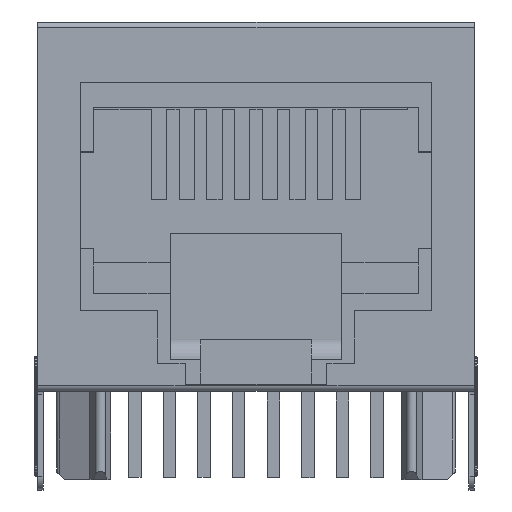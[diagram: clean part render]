
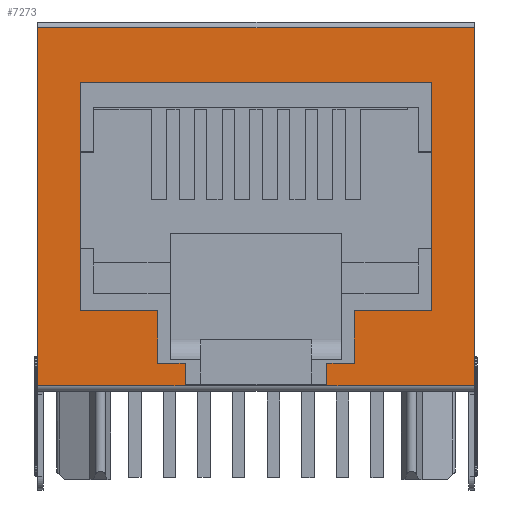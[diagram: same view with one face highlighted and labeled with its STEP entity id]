
A CAD part, top view. The second image highlights one B-rep face of the part: STEP entity #7273.
In plain terms, the highlighted planar face has unit normal (0, 0, 1).
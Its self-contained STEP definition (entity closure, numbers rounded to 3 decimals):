
#532=FACE_OUTER_BOUND('',#912,.T.);
#912=EDGE_LOOP('',(#6334,#6335,#6336,#6337,#6338,#6339,#6340,#6341,#6342,
#6343,#6344,#6345,#6346,#6347,#6348,#6349));
#1512=LINE('',#10831,#2414);
#1551=LINE('',#11069,#2453);
#1720=LINE('',#11566,#2622);
#1722=LINE('',#11570,#2624);
#1728=LINE('',#11582,#2630);
#1730=LINE('',#11586,#2632);
#1732=LINE('',#11590,#2634);
#1738=LINE('',#11602,#2640);
#1741=LINE('',#11609,#2643);
#1806=LINE('',#11946,#2708);
#1807=LINE('',#11947,#2709);
#1808=LINE('',#11949,#2710);
#1809=LINE('',#11950,#2711);
#1810=LINE('',#11952,#2712);
#1811=LINE('',#11953,#2713);
#1812=LINE('',#11954,#2714);
#2414=VECTOR('',#8727,1000.);
#2453=VECTOR('',#8786,1000.);
#2622=VECTOR('',#9117,1000.);
#2624=VECTOR('',#9121,1000.);
#2630=VECTOR('',#9129,1000.);
#2632=VECTOR('',#9133,1000.);
#2634=VECTOR('',#9137,1000.);
#2640=VECTOR('',#9145,1000.);
#2643=VECTOR('',#9152,1000.);
#2708=VECTOR('',#9417,1000.);
#2709=VECTOR('',#9418,1000.);
#2710=VECTOR('',#9419,1000.);
#2711=VECTOR('',#9420,1000.);
#2712=VECTOR('',#9421,1000.);
#2713=VECTOR('',#9422,1000.);
#2714=VECTOR('',#9423,1000.);
#3327=VERTEX_POINT('',#10828);
#3328=VERTEX_POINT('',#10830);
#3364=VERTEX_POINT('',#11066);
#3365=VERTEX_POINT('',#11068);
#3475=VERTEX_POINT('',#11563);
#3476=VERTEX_POINT('',#11565);
#3477=VERTEX_POINT('',#11569);
#3481=VERTEX_POINT('',#11579);
#3482=VERTEX_POINT('',#11581);
#3483=VERTEX_POINT('',#11585);
#3484=VERTEX_POINT('',#11589);
#3488=VERTEX_POINT('',#11599);
#3489=VERTEX_POINT('',#11601);
#3491=VERTEX_POINT('',#11606);
#3524=VERTEX_POINT('',#11948);
#3525=VERTEX_POINT('',#11951);
#4145=EDGE_CURVE('',#3328,#3327,#1512,.T.);
#4191=EDGE_CURVE('',#3364,#3365,#1551,.T.);
#4379=EDGE_CURVE('',#3476,#3475,#1720,.T.);
#4381=EDGE_CURVE('',#3477,#3476,#1722,.T.);
#4387=EDGE_CURVE('',#3482,#3481,#1728,.T.);
#4389=EDGE_CURVE('',#3483,#3482,#1730,.T.);
#4391=EDGE_CURVE('',#3484,#3483,#1732,.T.);
#4397=EDGE_CURVE('',#3489,#3488,#1738,.T.);
#4401=EDGE_CURVE('',#3491,#3489,#1741,.T.);
#4496=EDGE_CURVE('',#3364,#3328,#1806,.T.);
#4497=EDGE_CURVE('',#3327,#3491,#1807,.T.);
#4498=EDGE_CURVE('',#3488,#3524,#1808,.T.);
#4499=EDGE_CURVE('',#3524,#3484,#1809,.T.);
#4500=EDGE_CURVE('',#3481,#3525,#1810,.T.);
#4501=EDGE_CURVE('',#3525,#3477,#1811,.T.);
#4502=EDGE_CURVE('',#3475,#3365,#1812,.T.);
#6334=ORIENTED_EDGE('',*,*,#4191,.F.);
#6335=ORIENTED_EDGE('',*,*,#4496,.T.);
#6336=ORIENTED_EDGE('',*,*,#4145,.T.);
#6337=ORIENTED_EDGE('',*,*,#4497,.T.);
#6338=ORIENTED_EDGE('',*,*,#4401,.T.);
#6339=ORIENTED_EDGE('',*,*,#4397,.T.);
#6340=ORIENTED_EDGE('',*,*,#4498,.T.);
#6341=ORIENTED_EDGE('',*,*,#4499,.T.);
#6342=ORIENTED_EDGE('',*,*,#4391,.T.);
#6343=ORIENTED_EDGE('',*,*,#4389,.T.);
#6344=ORIENTED_EDGE('',*,*,#4387,.T.);
#6345=ORIENTED_EDGE('',*,*,#4500,.T.);
#6346=ORIENTED_EDGE('',*,*,#4501,.T.);
#6347=ORIENTED_EDGE('',*,*,#4381,.T.);
#6348=ORIENTED_EDGE('',*,*,#4379,.T.);
#6349=ORIENTED_EDGE('',*,*,#4502,.T.);
#6934=PLANE('',#7740);
#7273=ADVANCED_FACE('',(#532),#6934,.T.);
#7740=AXIS2_PLACEMENT_3D('',#11945,#9415,#9416);
#8727=DIRECTION('',(0.,-1.,0.));
#8786=DIRECTION('',(0.,-1.,0.));
#9117=DIRECTION('',(0.,-1.,0.));
#9121=DIRECTION('',(-1.,0.,0.));
#9129=DIRECTION('',(0.,-1.,0.));
#9133=DIRECTION('',(1.,0.,0.));
#9137=DIRECTION('',(0.,1.,0.));
#9145=DIRECTION('',(-1.,0.,0.));
#9152=DIRECTION('',(0.,1.,0.));
#9415=DIRECTION('center_axis',(0.,0.,1.));
#9416=DIRECTION('ref_axis',(1.,0.,0.));
#9417=DIRECTION('',(-1.,0.,0.));
#9418=DIRECTION('',(1.,0.,0.));
#9419=DIRECTION('',(0.,1.,0.));
#9420=DIRECTION('',(-1.,0.,0.));
#9421=DIRECTION('',(-1.,0.,0.));
#9422=DIRECTION('',(0.,-1.,0.));
#9423=DIRECTION('',(1.,0.,0.));
#10828=CARTESIAN_POINT('',(-8.014,-6.592,0.254));
#10830=CARTESIAN_POINT('',(-8.014,6.541,0.254));
#10831=CARTESIAN_POINT('',(-8.014,-6.629,0.254));
#11066=CARTESIAN_POINT('',(8.014,6.541,0.254));
#11068=CARTESIAN_POINT('',(8.014,-6.592,0.254));
#11069=CARTESIAN_POINT('',(8.014,-6.642,0.254));
#11563=CARTESIAN_POINT('',(2.604,-6.592,0.254));
#11565=CARTESIAN_POINT('',(2.604,-5.779,0.254));
#11566=CARTESIAN_POINT('',(2.604,-6.642,0.254));
#11569=CARTESIAN_POINT('',(3.6,-5.779,0.254));
#11570=CARTESIAN_POINT('',(-7.811,-5.779,0.254));
#11579=CARTESIAN_POINT('',(6.452,-3.845,0.254));
#11581=CARTESIAN_POINT('',(6.452,4.508,0.254));
#11582=CARTESIAN_POINT('',(6.452,-5.321,0.254));
#11585=CARTESIAN_POINT('',(-6.452,4.509,0.254));
#11586=CARTESIAN_POINT('',(6.452,4.509,0.254));
#11589=CARTESIAN_POINT('',(-6.452,-3.845,0.254));
#11590=CARTESIAN_POINT('',(-6.452,4.509,0.254));
#11599=CARTESIAN_POINT('',(-3.6,-5.779,0.254));
#11601=CARTESIAN_POINT('',(-2.604,-5.779,0.254));
#11602=CARTESIAN_POINT('',(-3.15,-5.779,0.254));
#11606=CARTESIAN_POINT('',(-2.604,-6.592,0.254));
#11609=CARTESIAN_POINT('',(-2.604,-5.779,0.254));
#11945=CARTESIAN_POINT('Origin',(-7.811,-6.642,0.254));
#11946=CARTESIAN_POINT('',(-7.811,6.541,0.254));
#11947=CARTESIAN_POINT('',(-7.811,-6.592,0.254));
#11948=CARTESIAN_POINT('',(-3.6,-3.845,0.254));
#11949=CARTESIAN_POINT('',(-3.6,-5.321,0.254));
#11950=CARTESIAN_POINT('',(-6.452,-3.845,0.254));
#11951=CARTESIAN_POINT('',(3.6,-3.845,0.254));
#11952=CARTESIAN_POINT('',(6.452,-3.845,0.254));
#11953=CARTESIAN_POINT('',(3.6,-5.321,0.254));
#11954=CARTESIAN_POINT('',(-7.811,-6.592,0.254));
